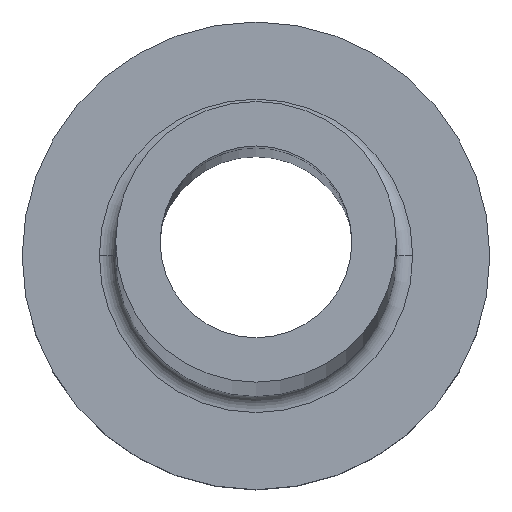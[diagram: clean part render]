
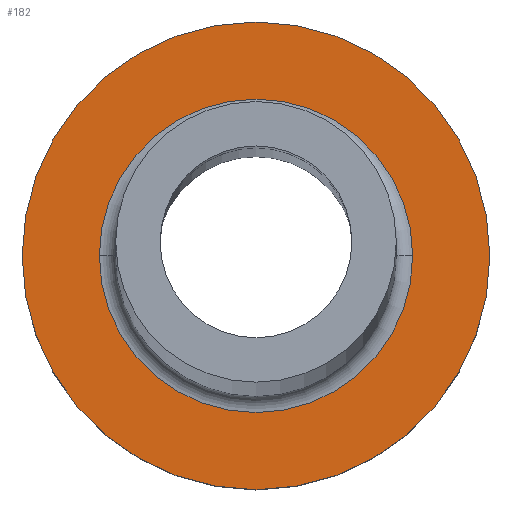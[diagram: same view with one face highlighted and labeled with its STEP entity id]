
A CAD part, top view. The second image highlights one B-rep face of the part: STEP entity #182.
In plain terms, the highlighted planar face has unit normal (0, 0, 1).
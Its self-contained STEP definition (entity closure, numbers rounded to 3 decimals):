
#11 = CARTESIAN_POINT ( 'NONE',  ( -6.7, 0., 7. ) ) ;
#22 = AXIS2_PLACEMENT_3D ( 'NONE', #216, #114, #61 ) ;
#28 = AXIS2_PLACEMENT_3D ( 'NONE', #123, #236, #163 ) ;
#30 = CIRCLE ( 'NONE', #22, 10. ) ;
#34 = DIRECTION ( 'NONE',  ( 0., 0., -1. ) ) ;
#43 = DIRECTION ( 'NONE',  ( 0., 0., 1. ) ) ;
#61 = DIRECTION ( 'NONE',  ( 1., 0., 0. ) ) ;
#74 = DIRECTION ( 'NONE',  ( 0., 0., 1. ) ) ;
#77 = CARTESIAN_POINT ( 'NONE',  ( 0., 0., 7. ) ) ;
#82 = AXIS2_PLACEMENT_3D ( 'NONE', #77, #74, #423 ) ;
#83 = EDGE_LOOP ( 'NONE', ( #201, #93 ) ) ;
#93 = ORIENTED_EDGE ( 'NONE', *, *, #311, .T. ) ;
#97 = CIRCLE ( 'NONE', #28, 6.7 ) ;
#114 = DIRECTION ( 'NONE',  ( 0., 0., 1. ) ) ;
#123 = CARTESIAN_POINT ( 'NONE',  ( 0., 0., 7. ) ) ;
#149 = FACE_OUTER_BOUND ( 'NONE', #83, .T. ) ;
#157 = DIRECTION ( 'NONE',  ( 1., 0., 0. ) ) ;
#161 = ORIENTED_EDGE ( 'NONE', *, *, #214, .T. ) ;
#163 = DIRECTION ( 'NONE',  ( 1., 0., 0. ) ) ;
#182 = ADVANCED_FACE ( 'NONE', ( #299, #149 ), #338, .T. ) ;
#201 = ORIENTED_EDGE ( 'NONE', *, *, #425, .T. ) ;
#214 = EDGE_CURVE ( 'NONE', #238, #452, #97, .T. ) ;
#216 = CARTESIAN_POINT ( 'NONE',  ( 0., 0., 7. ) ) ;
#236 = DIRECTION ( 'NONE',  ( 0., 0., -1. ) ) ;
#238 = VERTEX_POINT ( 'NONE', #11 ) ;
#284 = ORIENTED_EDGE ( 'NONE', *, *, #351, .T. ) ;
#299 = FACE_BOUND ( 'NONE', #451, .T. ) ;
#305 = CIRCLE ( 'NONE', #82, 10. ) ;
#311 = EDGE_CURVE ( 'NONE', #366, #407, #305, .T. ) ;
#338 = PLANE ( 'NONE',  #348 ) ;
#348 = AXIS2_PLACEMENT_3D ( 'NONE', #368, #43, #157 ) ;
#349 = CIRCLE ( 'NONE', #376, 6.7 ) ;
#351 = EDGE_CURVE ( 'NONE', #452, #238, #349, .T. ) ;
#362 = CARTESIAN_POINT ( 'NONE',  ( 0., 0., 7. ) ) ;
#366 = VERTEX_POINT ( 'NONE', #431 ) ;
#368 = CARTESIAN_POINT ( 'NONE',  ( 0., 0., 7. ) ) ;
#376 = AXIS2_PLACEMENT_3D ( 'NONE', #362, #34, #394 ) ;
#390 = CARTESIAN_POINT ( 'NONE',  ( -10., 0., 7. ) ) ;
#394 = DIRECTION ( 'NONE',  ( 1., 0., 0. ) ) ;
#395 = CARTESIAN_POINT ( 'NONE',  ( 6.7, 0., 7. ) ) ;
#407 = VERTEX_POINT ( 'NONE', #390 ) ;
#423 = DIRECTION ( 'NONE',  ( 1., 0., 0. ) ) ;
#425 = EDGE_CURVE ( 'NONE', #407, #366, #30, .T. ) ;
#431 = CARTESIAN_POINT ( 'NONE',  ( 10., 0., 7. ) ) ;
#451 = EDGE_LOOP ( 'NONE', ( #284, #161 ) ) ;
#452 = VERTEX_POINT ( 'NONE', #395 ) ;
